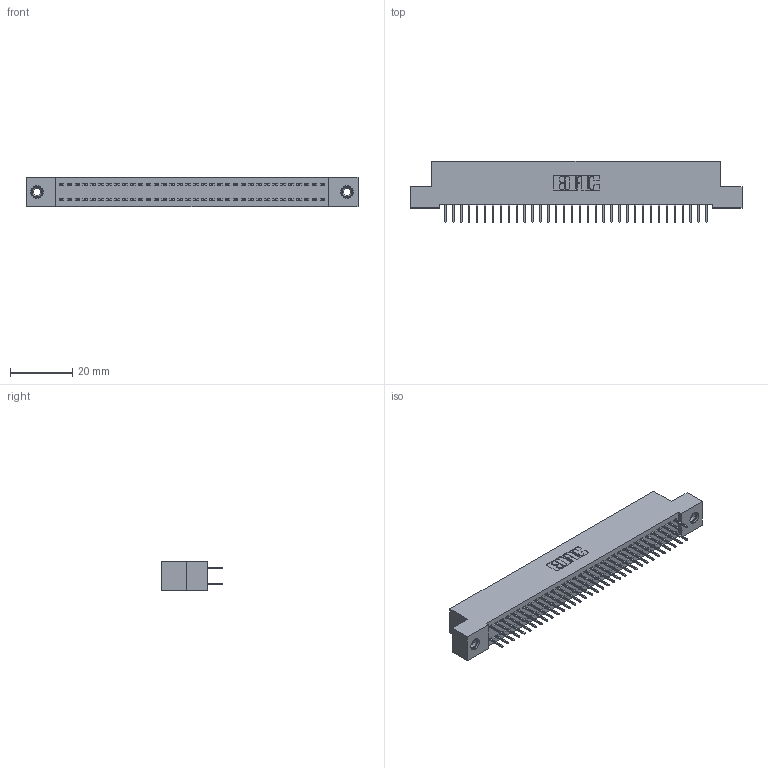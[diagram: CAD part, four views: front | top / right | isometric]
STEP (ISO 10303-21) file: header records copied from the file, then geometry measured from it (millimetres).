
FILE_DESCRIPTION (( 'STEP AP203' ), '1' );
FILE_NAME ('342-068-524-208.STEP', '2018-08-13T08:39:46', ( '' ), ( '' ), 'SwSTEP 2.0', 'SolidWorks 2016', '' );
FILE_SCHEMA (( 'CONFIG_CONTROL_DESIGN' ));
Length unit declared in the file: inch
Products named in the file (4): 342 Part_TI; 345-292-001_345-293-124; 345-250-001_345-250-003-102; 342-068-524-208
Assembly tree (71 placements, depth 2):
  342-068-524-208
    342 Part_TI
    345-292-001_345-293-124  x68
    345-250-001_345-250-003-102  x2
Bounding box: 106.68 x 19.69 x 9.4 mm (x, y, z)
Volume: 9438.7 mm3; surface area: 14909.4 mm2
Topology: 71 solids, 71 shells, 3978 faces, 11247 edges, 7218 vertices
Faces by surface type: plane 2954, cylinder 1008, cone 12, torus 4
Entity records: 24036 total; most frequent: CARTESIAN_POINT 3973, ORIENTED_EDGE 3902, DIRECTION 3441, EDGE_CURVE 1951, VECTOR 1807, LINE 1807, VERTEX_POINT 1292, AXIS2_PLACEMENT_3D 817
